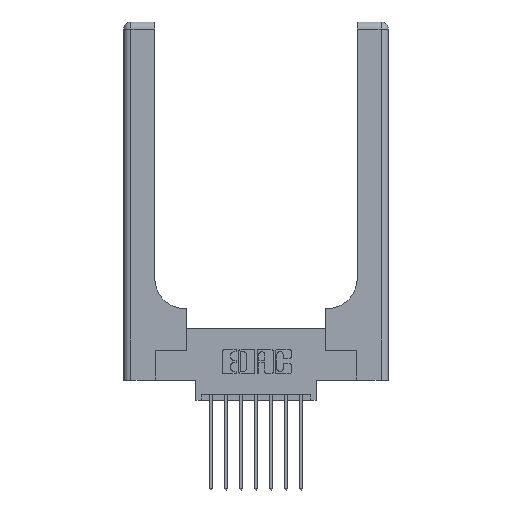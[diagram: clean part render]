
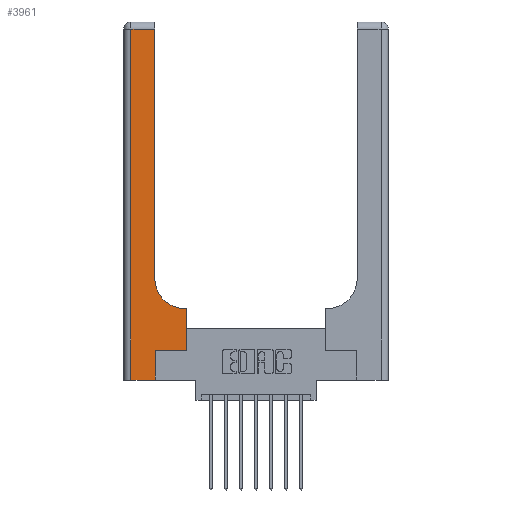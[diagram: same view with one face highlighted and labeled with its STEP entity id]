
A CAD part, top view. The second image highlights one B-rep face of the part: STEP entity #3961.
In plain terms, the highlighted planar face has unit normal (0, 0, 1).
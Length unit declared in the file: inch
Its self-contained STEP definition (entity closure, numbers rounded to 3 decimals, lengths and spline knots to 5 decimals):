
#45 = DIRECTION ( 'NONE',  ( 0., 0., -1. ) ) ;
#385 = EDGE_CURVE ( 'NONE', #9054, #9854, #14377, .T. ) ;
#943 = CARTESIAN_POINT ( 'NONE',  ( 0.26, 0.6, 0.37 ) ) ;
#1018 = LINE ( 'NONE', #7066, #10054 ) ;
#1078 = ORIENTED_EDGE ( 'NONE', *, *, #10477, .T. ) ;
#1901 = DIRECTION ( 'NONE',  ( 1., 0., 0. ) ) ;
#2070 = VERTEX_POINT ( 'NONE', #3151 ) ;
#2076 = DIRECTION ( 'NONE',  ( -1., 0., 0. ) ) ;
#2082 = EDGE_CURVE ( 'NONE', #8510, #10518, #7627, .T. ) ;
#2340 = CARTESIAN_POINT ( 'NONE',  ( 0.06, 2.94, 0.37 ) ) ;
#2482 = EDGE_LOOP ( 'NONE', ( #10352, #4569, #3413, #6833, #13065, #13550, #4207, #1078, #7437 ) ) ;
#2544 = CARTESIAN_POINT ( 'NONE',  ( 0.528, 0.25, 0.37 ) ) ;
#2624 = DIRECTION ( 'NONE',  ( 1., 0., 0. ) ) ;
#2935 = FACE_OUTER_BOUND ( 'NONE', #2482, .T. ) ;
#3028 = VECTOR ( 'NONE', #2076, 39.37008 ) ;
#3151 = CARTESIAN_POINT ( 'NONE',  ( 0.528, 0.6, 0.37 ) ) ;
#3413 = ORIENTED_EDGE ( 'NONE', *, *, #2082, .T. ) ;
#3433 = EDGE_CURVE ( 'NONE', #9854, #14287, #1018, .T. ) ;
#3580 = DIRECTION ( 'NONE',  ( 0., 1., 0. ) ) ;
#3961 = ADVANCED_FACE ( 'NONE', ( #2935 ), #13589, .F. ) ;
#4207 = ORIENTED_EDGE ( 'NONE', *, *, #5702, .T. ) ;
#4350 = CARTESIAN_POINT ( 'NONE',  ( 0.06, 3., 0.37 ) ) ;
#4563 = AXIS2_PLACEMENT_3D ( 'NONE', #12944, #6194, #14072 ) ;
#4569 = ORIENTED_EDGE ( 'NONE', *, *, #5994, .T. ) ;
#4792 = VECTOR ( 'NONE', #1901, 39.37008 ) ;
#5219 = CARTESIAN_POINT ( 'NONE',  ( 0.265, 0., 0.37 ) ) ;
#5293 = LINE ( 'NONE', #8272, #13590 ) ;
#5365 = DIRECTION ( 'NONE',  ( -1., 0., 0. ) ) ;
#5504 = DIRECTION ( 'NONE',  ( 0., -1., 0. ) ) ;
#5561 = CARTESIAN_POINT ( 'NONE',  ( 0.06, 0., 0.37 ) ) ;
#5640 = VECTOR ( 'NONE', #3580, 39.37008 ) ;
#5702 = EDGE_CURVE ( 'NONE', #10365, #2070, #12727, .T. ) ;
#5845 = VECTOR ( 'NONE', #5365, 39.37008 ) ;
#5924 = DIRECTION ( 'NONE',  ( 0., 1., 0. ) ) ;
#5994 = EDGE_CURVE ( 'NONE', #14287, #8510, #8479, .T. ) ;
#6194 = DIRECTION ( 'NONE',  ( 0., 0., -1. ) ) ;
#6271 = CARTESIAN_POINT ( 'NONE',  ( 0.26, 0.85, 0.37 ) ) ;
#6301 = EDGE_CURVE ( 'NONE', #10518, #14561, #5293, .T. ) ;
#6410 = CARTESIAN_POINT ( 'NONE',  ( 0.265, 0.25, 0.37 ) ) ;
#6782 = EDGE_CURVE ( 'NONE', #14561, #11658, #13932, .T. ) ;
#6833 = ORIENTED_EDGE ( 'NONE', *, *, #6301, .T. ) ;
#6836 = CARTESIAN_POINT ( 'NONE',  ( 0., 3., 0.37 ) ) ;
#7066 = CARTESIAN_POINT ( 'NONE',  ( 0.26, 3., 0.37 ) ) ;
#7437 = ORIENTED_EDGE ( 'NONE', *, *, #385, .T. ) ;
#7627 = LINE ( 'NONE', #4350, #10625 ) ;
#7977 = DIRECTION ( 'NONE',  ( -1., 0., 0. ) ) ;
#8142 = LINE ( 'NONE', #6410, #4792 ) ;
#8154 = CARTESIAN_POINT ( 'NONE',  ( 0.265, 0., 0.37 ) ) ;
#8272 = CARTESIAN_POINT ( 'NONE',  ( 0., 0., 0.37 ) ) ;
#8479 = LINE ( 'NONE', #12113, #5845 ) ;
#8510 = VERTEX_POINT ( 'NONE', #2340 ) ;
#8704 = LINE ( 'NONE', #943, #3028 ) ;
#9054 = VERTEX_POINT ( 'NONE', #12295 ) ;
#9854 = VERTEX_POINT ( 'NONE', #6271 ) ;
#10054 = VECTOR ( 'NONE', #5924, 39.37008 ) ;
#10352 = ORIENTED_EDGE ( 'NONE', *, *, #3433, .T. ) ;
#10365 = VERTEX_POINT ( 'NONE', #13943 ) ;
#10477 = EDGE_CURVE ( 'NONE', #2070, #9054, #8704, .T. ) ;
#10518 = VERTEX_POINT ( 'NONE', #5561 ) ;
#10625 = VECTOR ( 'NONE', #5504, 39.37008 ) ;
#10731 = CARTESIAN_POINT ( 'NONE',  ( 0.265, 0.25, 0.37 ) ) ;
#11658 = VERTEX_POINT ( 'NONE', #10731 ) ;
#12011 = VECTOR ( 'NONE', #12670, 39.37008 ) ;
#12113 = CARTESIAN_POINT ( 'NONE',  ( 0., 2.94, 0.37 ) ) ;
#12295 = CARTESIAN_POINT ( 'NONE',  ( 0.51, 0.6, 0.37 ) ) ;
#12433 = EDGE_CURVE ( 'NONE', #11658, #10365, #8142, .T. ) ;
#12547 = AXIS2_PLACEMENT_3D ( 'NONE', #6836, #45, #7977 ) ;
#12670 = DIRECTION ( 'NONE',  ( 0., 1., 0. ) ) ;
#12727 = LINE ( 'NONE', #2544, #12011 ) ;
#12944 = CARTESIAN_POINT ( 'NONE',  ( 0.51, 0.85, 0.37 ) ) ;
#13065 = ORIENTED_EDGE ( 'NONE', *, *, #6782, .T. ) ;
#13550 = ORIENTED_EDGE ( 'NONE', *, *, #12433, .T. ) ;
#13589 = PLANE ( 'NONE',  #12547 ) ;
#13590 = VECTOR ( 'NONE', #2624, 39.37008 ) ;
#13661 = CARTESIAN_POINT ( 'NONE',  ( 0.26, 2.94, 0.37 ) ) ;
#13932 = LINE ( 'NONE', #8154, #5640 ) ;
#13943 = CARTESIAN_POINT ( 'NONE',  ( 0.528, 0.25, 0.37 ) ) ;
#14072 = DIRECTION ( 'NONE',  ( 1., 0., 0. ) ) ;
#14287 = VERTEX_POINT ( 'NONE', #13661 ) ;
#14377 = CIRCLE ( 'NONE', #4563, 0.25 ) ;
#14561 = VERTEX_POINT ( 'NONE', #5219 ) ;
